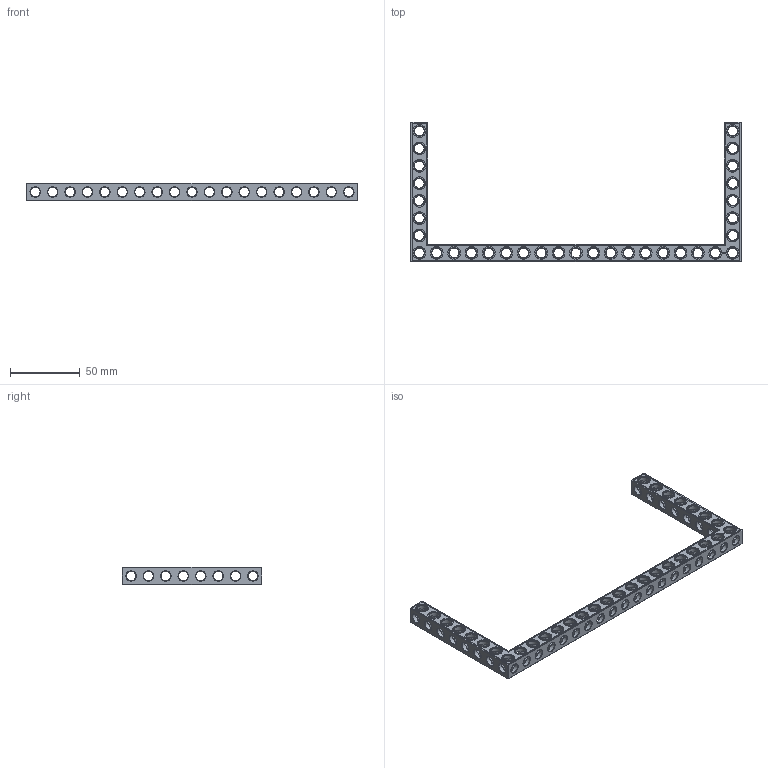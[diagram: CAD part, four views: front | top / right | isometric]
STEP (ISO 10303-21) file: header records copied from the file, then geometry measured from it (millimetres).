
FILE_DESCRIPTION(('FreeCAD Model'),'2;1');
FILE_NAME('Open CASCADE Shape Model','2022-03-06T23:16:30',('Author'),( ''),'Open CASCADE STEP processor 7.5','FreeCAD','Unknown');
FILE_SCHEMA(('AUTOMOTIVE_DESIGN { 1 0 10303 214 1 1 1 1 }'));
Products named in the file (1): Beam AGD ESS USH SYM BU19x08x01 - SPN-BEM-0619 (stemfie.org)
Bounding box: 237.5 x 100 x 12.5 mm (x, y, z)
Volume: 32235.1 mm3; surface area: 28820.6 mm2
Topology: 1 solids, 1 shells, 911 faces, 2774 edges, 1800 vertices
Faces by surface type: plane 404, cylinder 199, extrusion 174, cone 134
Full cylindrical faces by diameter (mm): 6.98 x18, 7 x148, 9.2 x33
Entity records: 145684 total; most frequent: CARTESIAN_POINT 93810, DIRECTION 8456, ORIENTED_EDGE 5548, PCURVE 5548, DEFINITIONAL_REPRESENTATION 5548, VECTOR 5257, LINE 5083, EDGE_CURVE 2774
